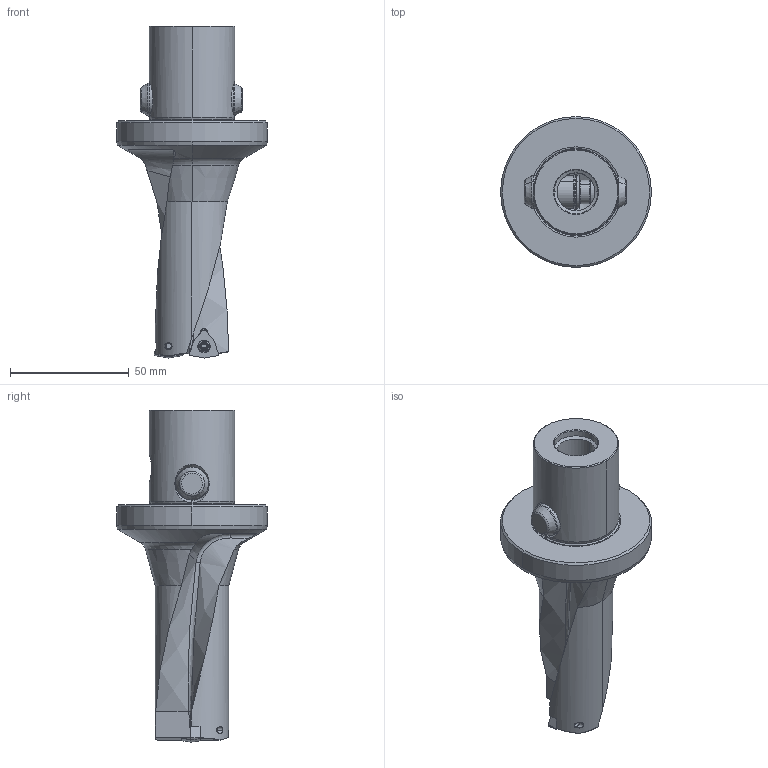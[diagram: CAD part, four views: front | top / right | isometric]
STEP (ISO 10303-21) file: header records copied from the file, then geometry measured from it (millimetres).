
FILE_DESCRIPTION(('no description'),'unknown implementation level');
FILE_NAME('1A8FCB0C-71E5-468F-BEB2-C0C12FA492A8_export.stp',' ',('CIMSOURCE GmbH'),('CADClick - KiM GmbH - www.kimweb.de'),'unknown preprocess','ACIS','unknown authorization');
FILE_SCHEMA(('automotive_design'));
Length unit declared in the file: millimetre
Products named in the file (7): 336.632 Kaiser WB 32-64 X CK6|336.632 Kaiser WB 32-64 X CK6_Standard-2;NONE; 336.632 Kaiser WB 32-64 X CK6|336.632 Kaiser WB 32-64 X CK6_Standard-1;NONE; 336.632 Kaiser WB 32-64 X CK6|336.632 Kaiser WB 32-64 X CK6_Standard;NONE; 336.632 Kaiser WB 32-64 X CK6|694.137 Kasier ETL M3,5 X 9,4 T10 IP 10S_Standard;NONE; 336.632 Kaiser WB 32-64 X CK6|691.506 Kaiser ETL D14 X 43K_Standard|693.305 Sprengring_Standard;NONE; 336.632 Kaiser WB 32-64 X CK6|691.506 Kaiser ETL D14 X 43K_Standard|691.526 Mitnehmerbolzen_Standard;NONE
Bounding box: 63.5 x 63.5 x 139.8 mm (x, y, z)
Volume: 120181.2 mm3; surface area: 29198.1 mm2
Topology: 7 solids, 7 shells, 351 faces, 870 edges, 533 vertices
Faces by surface type: cylinder 119, plane 88, cone 76, torus 43, bspline 25
Entity records: 35490 total; most frequent: CARTESIAN_POINT 17204, DIRECTION 1814, STYLED_ITEM 1757, PRESENTATION_STYLE_ASSIGNMENT 1757, COLOUR_RGB 1757, ORIENTED_EDGE 1732, EDGE_CURVE 866, CURVE_STYLE 866
